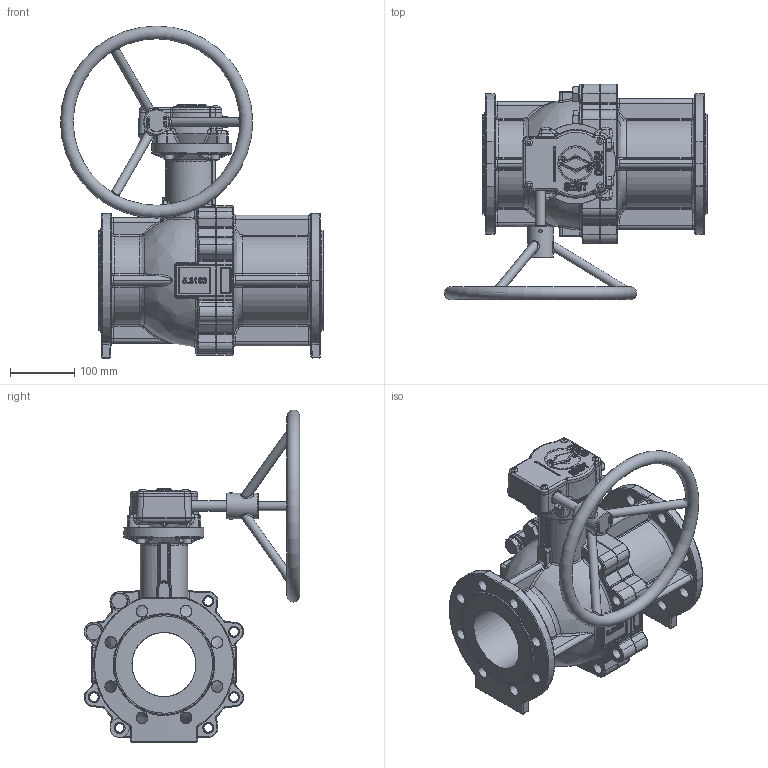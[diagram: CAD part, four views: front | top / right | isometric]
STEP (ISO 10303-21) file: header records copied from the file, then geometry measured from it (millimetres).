
FILE_DESCRIPTION(('HOOPS Exchange Step'),'2;1');
FILE_NAME('FK13001011.stp','2025-09-18T10:58:17+02:00',('nieru'),('Unknown organisation'),'HOOPS Exchange 2024.2','HOOPS Exchange','Unknown authorisation');
FILE_SCHEMA( ('AP203_CONFIGURATION_CONTROLLED_3D_DESIGN_OF_MECHANICAL_PARTS_AND_ASSEMBLIES_MIM_LF') );
Length unit declared in the file: millimetre
Products named in the file (4): 0; root
Assembly tree (3 placements, depth 3):
  root
    0
      0
      0
Bounding box: 410.82 x 336.53 x 518.5 mm (x, y, z)
Volume: 340665.8 mm3; surface area: 2106945.3 mm2
Topology: 22 solids, 1756 shells, 2606 faces, 10789 edges, 9886 vertices
Faces by surface type: cylinder 863, bspline 752, plane 562, torus 218, cone 109, sphere 77, extrusion 25
Full cylindrical faces by diameter (mm): 2.2 x4, 6.647 x5, 8 x4, 8.376 x4, 10.106 x4, 10.5 x4, 11 x4, 13 x4, 13.835 x6, 14 x3, 14.8 x4, 16 x4, 17 x10, 17.15 x1, 18 x16, 22 x2, 22.49 x2, 30 x3, 40 x1, 52 x2, 56 x1, 71 x1, 125 x1, 152 x2, 156 x2, 212 x1
Entity records: 318797 total; most frequent: CARTESIAN_POINT 240617, ORIENTED_EDGE 12634, DIRECTION 10969, EDGE_CURVE 10750, VERTEX_POINT 9887, B_SPLINE_CURVE_WITH_KNOTS 5332, AXIS2_PLACEMENT_3D 4089, EDGE_LOOP 2791
